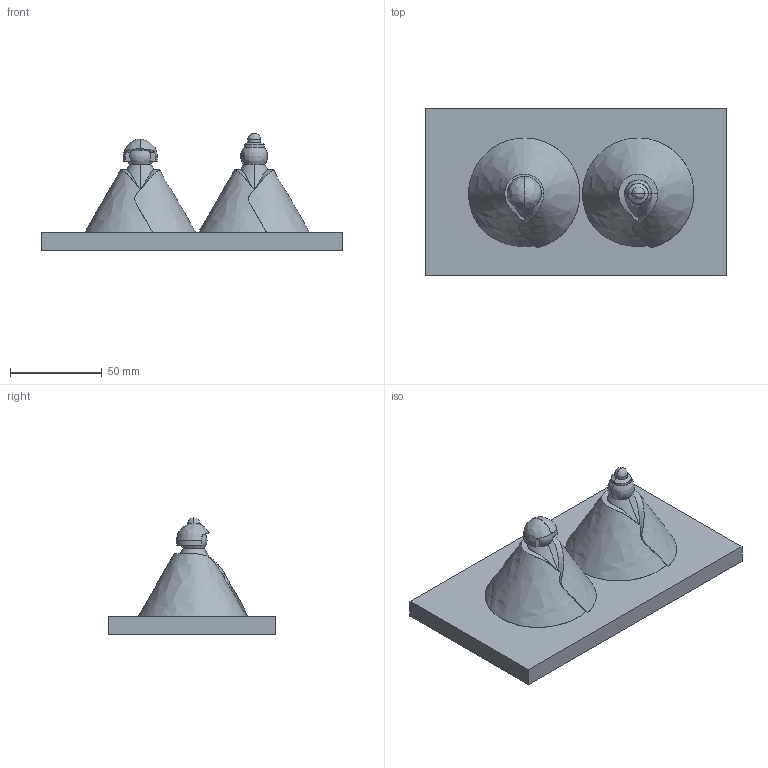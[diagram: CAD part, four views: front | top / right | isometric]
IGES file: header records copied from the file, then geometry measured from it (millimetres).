
Start section: SolidWorks IGES file using analytic representation for surfaces
Global section: file name: hina.IGS; native system: SolidWorks 2012; preprocessor: SolidWorks 2012; author: oda; date: 120509.203953; units: millimetre
Bounding box: 164.28 x 91.34 x 63.9 mm (x, y, z)
Surface area: 53064.4 mm2 (no closed solid volume)
Topology: 0 solids, 0 shells, 48 faces, 970 edges, 966 vertices
Faces by surface type: bspline 48
